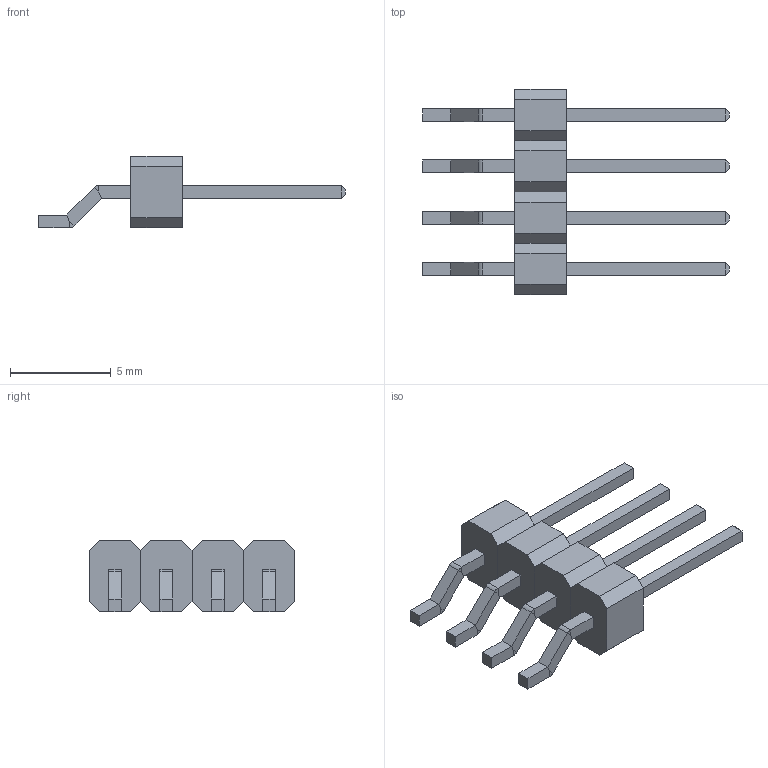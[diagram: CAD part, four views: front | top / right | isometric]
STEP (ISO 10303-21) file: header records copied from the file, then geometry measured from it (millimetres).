
FILE_DESCRIPTION(('FreeCAD Model'),'2;1');
FILE_NAME('Open CASCADE Shape Model','2021-01-12T13:56:02',( 'Krisjanis Rijnieks'),('NOT-19 (Aalto Fablab)'), 'Open CASCADE STEP processor 7.4','FreeCAD','Unknown');
FILE_SCHEMA(('AUTOMOTIVE_DESIGN { 1 0 10303 214 1 1 1 1 }'));
Length unit declared in the file: millimetre
Products named in the file (5): Header_SMD_01x01_P2_54mm_Horizontal_Male; Array; Pin; Array001; Insulation
Assembly tree (10 placements, depth 3):
  Header_SMD_01x01_P2_54mm_Horizontal_Male
    Array
      Pin  x4
    Array001
      Insulation  x4
Bounding box: 15.19 x 10.16 x 3.56 mm (x, y, z)
Volume: 112.5 mm3; surface area: 343.8 mm2
Topology: 8 solids, 8 shells, 168 faces, 360 edges, 208 vertices
Faces by surface type: plane 160, revolution 8
Entity records: 1243 total; most frequent: DIRECTION 200, CARTESIAN_POINT 197, ORIENTED_EDGE 180, EDGE_CURVE 90, LINE 88, VECTOR 88, AXIS2_PLACEMENT_3D 55, VERTEX_POINT 52
